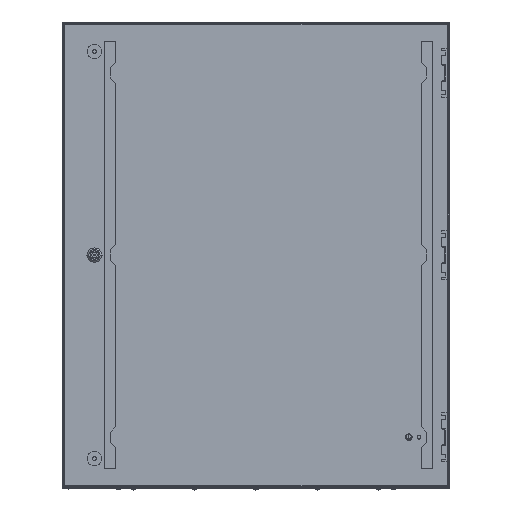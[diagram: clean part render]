
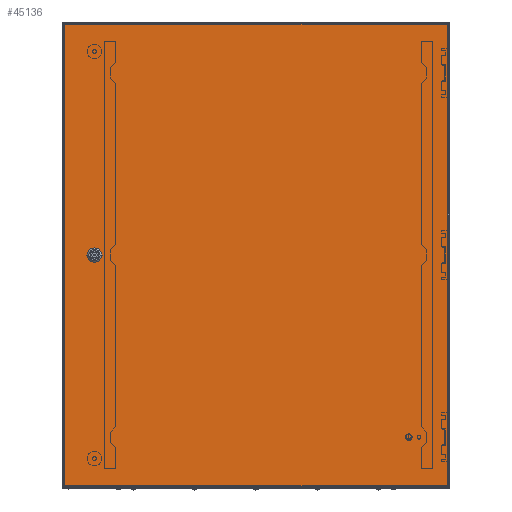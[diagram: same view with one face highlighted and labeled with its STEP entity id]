
A CAD part, top view. The second image highlights one B-rep face of the part: STEP entity #45136.
In plain terms, the highlighted planar face has unit normal (0, 0, 1).
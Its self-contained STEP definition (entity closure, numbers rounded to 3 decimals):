
#559 = AXIS2_PLACEMENT_3D ( 'NONE', #57753, #25262, #77127 ) ;
#760 = CARTESIAN_POINT ( 'NONE',  ( 2.87, 3., 17. ) ) ;
#1597 = CARTESIAN_POINT ( 'NONE',  ( 67.926, 447.45, 17. ) ) ;
#2088 = ORIENTED_EDGE ( 'NONE', *, *, #22834, .F. ) ;
#3940 = VERTEX_POINT ( 'NONE', #18837 ) ;
#5016 = FACE_OUTER_BOUND ( 'NONE', #56746, .T. ) ;
#6152 = VECTOR ( 'NONE', #18821, 1000. ) ;
#6825 = EDGE_CURVE ( 'NONE', #3940, #44520, #10670, .T. ) ;
#6911 = CIRCLE ( 'NONE', #82191, 11.25 ) ;
#7913 = LINE ( 'NONE', #1597, #16463 ) ;
#8488 = CARTESIAN_POINT ( 'NONE',  ( 2.87, 912., 17. ) ) ;
#9556 = LINE ( 'NONE', #17109, #17865 ) ;
#10097 = VERTEX_POINT ( 'NONE', #15368 ) ;
#10386 = DIRECTION ( 'NONE',  ( 0., -1., 0. ) ) ;
#10670 = CIRCLE ( 'NONE', #69999, 11.25 ) ;
#11631 = CARTESIAN_POINT ( 'NONE',  ( 72.92, 452.444, 17. ) ) ;
#11723 = LINE ( 'NONE', #37475, #48381 ) ;
#11754 = ORIENTED_EDGE ( 'NONE', *, *, #16152, .F. ) ;
#12677 = VERTEX_POINT ( 'NONE', #77345 ) ;
#12955 = VERTEX_POINT ( 'NONE', #8488 ) ;
#12996 = DIRECTION ( 'NONE',  ( 0., -1., 0. ) ) ;
#14314 = EDGE_CURVE ( 'NONE', #65955, #21491, #7913, .T. ) ;
#15368 = CARTESIAN_POINT ( 'NONE',  ( 72.92, 452.444, 17. ) ) ;
#16152 = EDGE_CURVE ( 'NONE', #63819, #3940, #82493, .T. ) ;
#16292 = VERTEX_POINT ( 'NONE', #760 ) ;
#16463 = VECTOR ( 'NONE', #78719, 1000. ) ;
#17109 = CARTESIAN_POINT ( 'NONE',  ( 2.87, 912., 17. ) ) ;
#17248 = CARTESIAN_POINT ( 'NONE',  ( 756.87, 912., 17. ) ) ;
#17278 = EDGE_CURVE ( 'NONE', #21491, #10097, #43919, .T. ) ;
#17865 = VECTOR ( 'NONE', #10386, 1000. ) ;
#18680 = VERTEX_POINT ( 'NONE', #83149 ) ;
#18821 = DIRECTION ( 'NONE',  ( -1., 0., 0. ) ) ;
#18837 = CARTESIAN_POINT ( 'NONE',  ( 57.814, 467.55, 17. ) ) ;
#19020 = CARTESIAN_POINT ( 'NONE',  ( 67.926, 467.55, 17. ) ) ;
#20624 = VECTOR ( 'NONE', #24302, 1000. ) ;
#21347 = EDGE_CURVE ( 'NONE', #16292, #37518, #76377, .T. ) ;
#21491 = VERTEX_POINT ( 'NONE', #39215 ) ;
#21737 = EDGE_CURVE ( 'NONE', #12677, #65955, #6911, .T. ) ;
#22834 = EDGE_CURVE ( 'NONE', #10097, #18680, #69430, .T. ) ;
#23469 = ORIENTED_EDGE ( 'NONE', *, *, #21737, .F. ) ;
#23983 = EDGE_CURVE ( 'NONE', #18680, #63819, #47643, .T. ) ;
#24302 = DIRECTION ( 'NONE',  ( 0., 1., 0. ) ) ;
#24368 = PLANE ( 'NONE',  #72867 ) ;
#24447 = DIRECTION ( 'NONE',  ( 0., 1., 0. ) ) ;
#25212 = DIRECTION ( 'NONE',  ( 1., 0., 0. ) ) ;
#25262 = DIRECTION ( 'NONE',  ( 0., 0., 1. ) ) ;
#29061 = CARTESIAN_POINT ( 'NONE',  ( 57.814, 447.45, 17. ) ) ;
#29216 = ORIENTED_EDGE ( 'NONE', *, *, #71890, .T. ) ;
#31918 = EDGE_CURVE ( 'NONE', #44520, #12677, #11723, .T. ) ;
#37032 = DIRECTION ( 'NONE',  ( 0., 0., 1. ) ) ;
#37451 = FACE_BOUND ( 'NONE', #62575, .T. ) ;
#37475 = CARTESIAN_POINT ( 'NONE',  ( 52.82, 452.444, 17. ) ) ;
#37518 = VERTEX_POINT ( 'NONE', #79334 ) ;
#39215 = CARTESIAN_POINT ( 'NONE',  ( 67.926, 447.45, 17. ) ) ;
#40420 = ORIENTED_EDGE ( 'NONE', *, *, #65018, .T. ) ;
#40873 = ORIENTED_EDGE ( 'NONE', *, *, #23983, .F. ) ;
#42495 = ORIENTED_EDGE ( 'NONE', *, *, #31918, .F. ) ;
#43294 = CARTESIAN_POINT ( 'NONE',  ( 0., 0., 17. ) ) ;
#43919 = CIRCLE ( 'NONE', #50738, 11.25 ) ;
#44473 = ORIENTED_EDGE ( 'NONE', *, *, #17278, .F. ) ;
#44520 = VERTEX_POINT ( 'NONE', #45221 ) ;
#45136 = ADVANCED_FACE ( 'NONE', ( #37451, #5016 ), #24368, .T. ) ;
#45221 = CARTESIAN_POINT ( 'NONE',  ( 52.82, 462.556, 17. ) ) ;
#45874 = DIRECTION ( 'NONE',  ( 0., 0., 1. ) ) ;
#47486 = DIRECTION ( 'NONE',  ( 1., 0., 0. ) ) ;
#47643 = CIRCLE ( 'NONE', #559, 11.25 ) ;
#48381 = VECTOR ( 'NONE', #12996, 1000. ) ;
#48987 = DIRECTION ( 'NONE',  ( 1., 0., 0. ) ) ;
#50738 = AXIS2_PLACEMENT_3D ( 'NONE', #77575, #73216, #47486 ) ;
#51762 = CARTESIAN_POINT ( 'NONE',  ( 67.926, 467.55, 17. ) ) ;
#52517 = VECTOR ( 'NONE', #70046, 1000. ) ;
#52533 = ORIENTED_EDGE ( 'NONE', *, *, #21347, .T. ) ;
#53528 = VECTOR ( 'NONE', #77775, 1000. ) ;
#55302 = DIRECTION ( 'NONE',  ( 0., 0., 1. ) ) ;
#56746 = EDGE_LOOP ( 'NONE', ( #40420, #52533, #29216, #78897 ) ) ;
#57753 = CARTESIAN_POINT ( 'NONE',  ( 62.87, 457.5, 17. ) ) ;
#62442 = CARTESIAN_POINT ( 'NONE',  ( 62.87, 457.5, 17. ) ) ;
#62575 = EDGE_LOOP ( 'NONE', ( #40873, #2088, #44473, #66687, #23469, #42495, #71255, #11754 ) ) ;
#63819 = VERTEX_POINT ( 'NONE', #19020 ) ;
#64424 = VECTOR ( 'NONE', #24447, 1000. ) ;
#64464 = CARTESIAN_POINT ( 'NONE',  ( 62.87, 457.5, 17. ) ) ;
#65018 = EDGE_CURVE ( 'NONE', #12955, #16292, #9556, .T. ) ;
#65955 = VERTEX_POINT ( 'NONE', #29061 ) ;
#66236 = CARTESIAN_POINT ( 'NONE',  ( 2.87, 912., 17. ) ) ;
#66687 = ORIENTED_EDGE ( 'NONE', *, *, #14314, .F. ) ;
#67829 = EDGE_CURVE ( 'NONE', #70421, #12955, #70203, .T. ) ;
#69430 = LINE ( 'NONE', #11631, #20624 ) ;
#69999 = AXIS2_PLACEMENT_3D ( 'NONE', #62442, #55302, #48987 ) ;
#70046 = DIRECTION ( 'NONE',  ( 1., 0., 0. ) ) ;
#70203 = LINE ( 'NONE', #66236, #53528 ) ;
#70421 = VERTEX_POINT ( 'NONE', #72443 ) ;
#70791 = DIRECTION ( 'NONE',  ( 1., 0., 0. ) ) ;
#71255 = ORIENTED_EDGE ( 'NONE', *, *, #6825, .F. ) ;
#71890 = EDGE_CURVE ( 'NONE', #37518, #70421, #75062, .T. ) ;
#72443 = CARTESIAN_POINT ( 'NONE',  ( 756.87, 912., 17. ) ) ;
#72867 = AXIS2_PLACEMENT_3D ( 'NONE', #43294, #37032, #25212 ) ;
#73216 = DIRECTION ( 'NONE',  ( 0., 0., 1. ) ) ;
#75062 = LINE ( 'NONE', #17248, #64424 ) ;
#75099 = CARTESIAN_POINT ( 'NONE',  ( 2.87, 3., 17. ) ) ;
#76377 = LINE ( 'NONE', #75099, #52517 ) ;
#77127 = DIRECTION ( 'NONE',  ( 1., 0., 0. ) ) ;
#77345 = CARTESIAN_POINT ( 'NONE',  ( 52.82, 452.444, 17. ) ) ;
#77575 = CARTESIAN_POINT ( 'NONE',  ( 62.87, 457.5, 17. ) ) ;
#77775 = DIRECTION ( 'NONE',  ( -1., 0., 0. ) ) ;
#78719 = DIRECTION ( 'NONE',  ( 1., 0., 0. ) ) ;
#78897 = ORIENTED_EDGE ( 'NONE', *, *, #67829, .T. ) ;
#79334 = CARTESIAN_POINT ( 'NONE',  ( 756.87, 3., 17. ) ) ;
#82191 = AXIS2_PLACEMENT_3D ( 'NONE', #64464, #45874, #70791 ) ;
#82493 = LINE ( 'NONE', #51762, #6152 ) ;
#83149 = CARTESIAN_POINT ( 'NONE',  ( 72.92, 462.556, 17. ) ) ;
